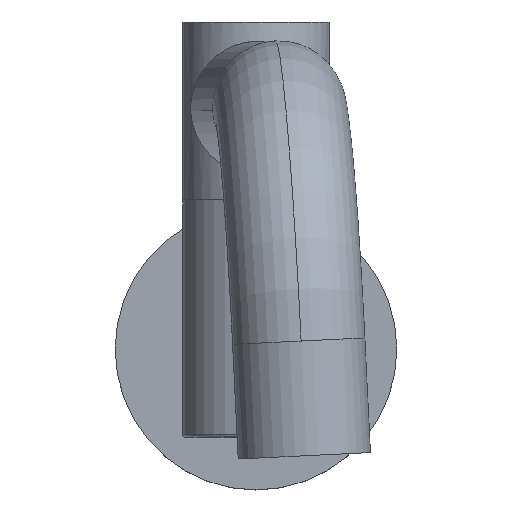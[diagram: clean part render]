
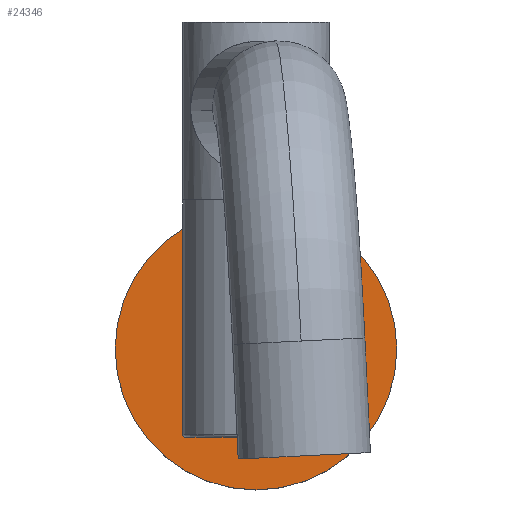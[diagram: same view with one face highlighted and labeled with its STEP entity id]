
A CAD part, top view. The second image highlights one B-rep face of the part: STEP entity #24346.
In plain terms, the highlighted planar face has unit normal (0, 0, 1).
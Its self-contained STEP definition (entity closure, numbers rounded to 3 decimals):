
#232 = ORIENTED_EDGE ( 'NONE', *, *, #9146, .T. ) ;
#596 = VERTEX_POINT ( 'NONE', #23357 ) ;
#3202 = ORIENTED_EDGE ( 'NONE', *, *, #11324, .T. ) ;
#3215 = EDGE_CURVE ( 'NONE', #21660, #596, #18886, .T. ) ;
#3317 = EDGE_LOOP ( 'NONE', ( #7782, #3202 ) ) ;
#4690 = AXIS2_PLACEMENT_3D ( 'NONE', #5181, #12970, #26921 ) ;
#5181 = CARTESIAN_POINT ( 'NONE',  ( 0., 0., 4. ) ) ;
#5798 = EDGE_LOOP ( 'NONE', ( #232, #7431 ) ) ;
#6201 = CARTESIAN_POINT ( 'NONE',  ( 0., 0., 4. ) ) ;
#6210 = VERTEX_POINT ( 'NONE', #13120 ) ;
#6728 = DIRECTION ( 'NONE',  ( 0., 0., -1. ) ) ;
#7431 = ORIENTED_EDGE ( 'NONE', *, *, #11791, .T. ) ;
#7495 = PLANE ( 'NONE',  #4690 ) ;
#7782 = ORIENTED_EDGE ( 'NONE', *, *, #3215, .T. ) ;
#9146 = EDGE_CURVE ( 'NONE', #6210, #24070, #19720, .T. ) ;
#9177 = AXIS2_PLACEMENT_3D ( 'NONE', #14728, #17396, #25508 ) ;
#11324 = EDGE_CURVE ( 'NONE', #596, #21660, #17075, .T. ) ;
#11481 = DIRECTION ( 'NONE',  ( 1., 0., 0. ) ) ;
#11791 = EDGE_CURVE ( 'NONE', #24070, #6210, #31796, .T. ) ;
#12449 = CARTESIAN_POINT ( 'NONE',  ( 0., 0., 4. ) ) ;
#12798 = FACE_OUTER_BOUND ( 'NONE', #5798, .T. ) ;
#12799 = DIRECTION ( 'NONE',  ( 1., 0., 0. ) ) ;
#12970 = DIRECTION ( 'NONE',  ( 0., 0., 1. ) ) ;
#13120 = CARTESIAN_POINT ( 'NONE',  ( 27., 0., 4. ) ) ;
#14728 = CARTESIAN_POINT ( 'NONE',  ( 0., 0., 4. ) ) ;
#16612 = AXIS2_PLACEMENT_3D ( 'NONE', #6201, #6728, #11481 ) ;
#17075 = CIRCLE ( 'NONE', #9177, 13.375 ) ;
#17396 = DIRECTION ( 'NONE',  ( 0., 0., -1. ) ) ;
#18886 = CIRCLE ( 'NONE', #16612, 13.375 ) ;
#19013 = CARTESIAN_POINT ( 'NONE',  ( -27., 0., 4. ) ) ;
#19720 = CIRCLE ( 'NONE', #24221, 27. ) ;
#21660 = VERTEX_POINT ( 'NONE', #22160 ) ;
#22160 = CARTESIAN_POINT ( 'NONE',  ( 13.375, 0., 4. ) ) ;
#23357 = CARTESIAN_POINT ( 'NONE',  ( -13.375, 0., 4. ) ) ;
#24070 = VERTEX_POINT ( 'NONE', #19013 ) ;
#24221 = AXIS2_PLACEMENT_3D ( 'NONE', #12449, #31553, #12799 ) ;
#24346 = ADVANCED_FACE ( 'NONE', ( #31716, #12798 ), #7495, .T. ) ;
#25508 = DIRECTION ( 'NONE',  ( 1., 0., 0. ) ) ;
#26921 = DIRECTION ( 'NONE',  ( 1., 0., 0. ) ) ;
#27265 = AXIS2_PLACEMENT_3D ( 'NONE', #33788, #31301, #34320 ) ;
#31301 = DIRECTION ( 'NONE',  ( 0., 0., 1. ) ) ;
#31553 = DIRECTION ( 'NONE',  ( 0., 0., 1. ) ) ;
#31716 = FACE_BOUND ( 'NONE', #3317, .T. ) ;
#31796 = CIRCLE ( 'NONE', #27265, 27. ) ;
#33788 = CARTESIAN_POINT ( 'NONE',  ( 0., 0., 4. ) ) ;
#34320 = DIRECTION ( 'NONE',  ( 1., 0., 0. ) ) ;
